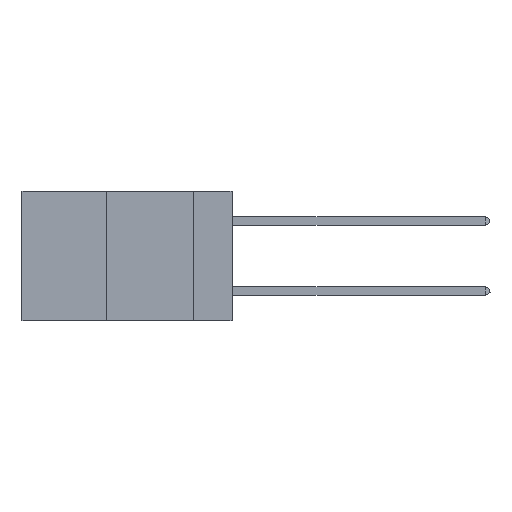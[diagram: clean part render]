
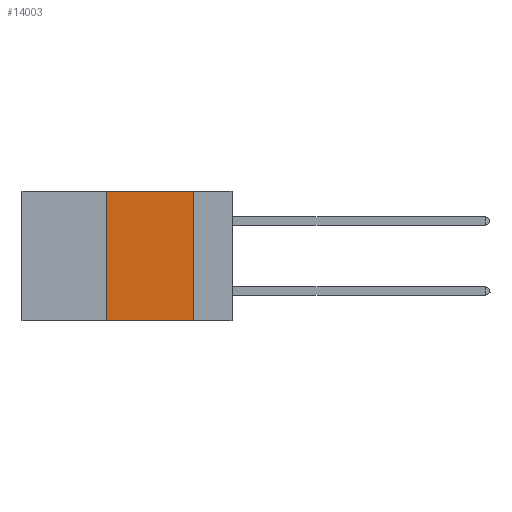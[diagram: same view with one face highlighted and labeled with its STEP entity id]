
A CAD part, left-side view. The second image highlights one B-rep face of the part: STEP entity #14003.
In plain terms, the highlighted planar face has unit normal (-1, 0, 0).
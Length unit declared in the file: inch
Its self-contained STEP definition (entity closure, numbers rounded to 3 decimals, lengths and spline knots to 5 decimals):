
#1099 = FACE_OUTER_BOUND ( 'NONE', #13768, .T. ) ;
#1209 = EDGE_CURVE ( 'NONE', #7429, #8202, #5596, .T. ) ;
#2950 = ORIENTED_EDGE ( 'NONE', *, *, #18678, .F. ) ;
#3691 = DIRECTION ( 'NONE',  ( 0., -1., 0. ) ) ;
#4038 = VECTOR ( 'NONE', #13966, 39.37008 ) ;
#4743 = DIRECTION ( 'NONE',  ( 0., 0., 1. ) ) ;
#5008 = VECTOR ( 'NONE', #11678, 39.37008 ) ;
#5176 = CARTESIAN_POINT ( 'NONE',  ( 0., 0.6, -0.37 ) ) ;
#5596 = LINE ( 'NONE', #7330, #4038 ) ;
#5886 = ORIENTED_EDGE ( 'NONE', *, *, #7774, .F. ) ;
#6896 = CARTESIAN_POINT ( 'NONE',  ( 0., 0.6, 0. ) ) ;
#7330 = CARTESIAN_POINT ( 'NONE',  ( 0., 0.11, 0. ) ) ;
#7429 = VERTEX_POINT ( 'NONE', #11498 ) ;
#7774 = EDGE_CURVE ( 'NONE', #10970, #21322, #20045, .T. ) ;
#8202 = VERTEX_POINT ( 'NONE', #12206 ) ;
#10970 = VERTEX_POINT ( 'NONE', #14617 ) ;
#11498 = CARTESIAN_POINT ( 'NONE',  ( 0., 0.11, 0. ) ) ;
#11678 = DIRECTION ( 'NONE',  ( 0., -1., 0. ) ) ;
#11945 = CARTESIAN_POINT ( 'NONE',  ( 0., 0.6, 0. ) ) ;
#12206 = CARTESIAN_POINT ( 'NONE',  ( 0., 0.11, -0.37 ) ) ;
#13768 = EDGE_LOOP ( 'NONE', ( #17157, #2950, #5886, #20785 ) ) ;
#13966 = DIRECTION ( 'NONE',  ( 0., 0., -1. ) ) ;
#14003 = ADVANCED_FACE ( 'NONE', ( #1099 ), #16401, .F. ) ;
#14103 = VECTOR ( 'NONE', #3691, 39.37008 ) ;
#14617 = CARTESIAN_POINT ( 'NONE',  ( 0., 0.36, -0.37 ) ) ;
#15445 = AXIS2_PLACEMENT_3D ( 'NONE', #6896, #18600, #20265 ) ;
#16401 = PLANE ( 'NONE',  #15445 ) ;
#17157 = ORIENTED_EDGE ( 'NONE', *, *, #1209, .F. ) ;
#17921 = LINE ( 'NONE', #5176, #5008 ) ;
#18200 = VECTOR ( 'NONE', #4743, 39.37008 ) ;
#18519 = LINE ( 'NONE', #11945, #14103 ) ;
#18600 = DIRECTION ( 'NONE',  ( 1., 0., 0. ) ) ;
#18678 = EDGE_CURVE ( 'NONE', #21322, #7429, #18519, .T. ) ;
#19341 = CARTESIAN_POINT ( 'NONE',  ( 0., 0.36, 0. ) ) ;
#19660 = CARTESIAN_POINT ( 'NONE',  ( 0., 0.36, 0. ) ) ;
#20045 = LINE ( 'NONE', #19660, #18200 ) ;
#20265 = DIRECTION ( 'NONE',  ( 0., 0., -1. ) ) ;
#20785 = ORIENTED_EDGE ( 'NONE', *, *, #20996, .T. ) ;
#20996 = EDGE_CURVE ( 'NONE', #10970, #8202, #17921, .T. ) ;
#21322 = VERTEX_POINT ( 'NONE', #19341 ) ;
